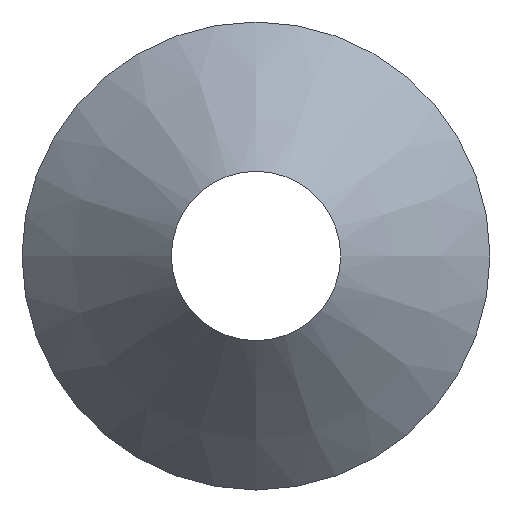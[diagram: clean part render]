
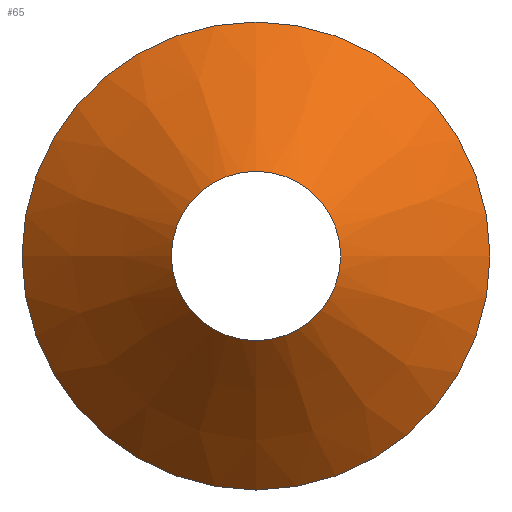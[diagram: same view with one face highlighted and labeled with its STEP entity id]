
A CAD part, left-side view. The second image highlights one B-rep face of the part: STEP entity #65.
In plain terms, the highlighted conical face has half-angle 45 degrees and reference radius 2.9 mm.
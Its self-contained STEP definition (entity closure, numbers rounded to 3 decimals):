
#17=CONICAL_SURFACE('',#85,2.9,0.785);
#19=FACE_OUTER_BOUND('',#23,.T.);
#23=EDGE_LOOP('',(#52,#53,#54,#55));
#28=LINE('',#121,#31);
#31=VECTOR('',#103,2.9);
#34=CIRCLE('',#84,1.05);
#35=CIRCLE('',#86,2.9);
#38=VERTEX_POINT('',#115);
#39=VERTEX_POINT('',#119);
#43=EDGE_CURVE('',#38,#38,#34,.T.);
#44=EDGE_CURVE('',#39,#39,#35,.T.);
#45=EDGE_CURVE('',#39,#38,#28,.T.);
#52=ORIENTED_EDGE('',*,*,#44,.T.);
#53=ORIENTED_EDGE('',*,*,#45,.T.);
#54=ORIENTED_EDGE('',*,*,#43,.T.);
#55=ORIENTED_EDGE('',*,*,#45,.F.);
#65=ADVANCED_FACE('',(#19),#17,.T.);
#84=AXIS2_PLACEMENT_3D('',#117,#97,#98);
#85=AXIS2_PLACEMENT_3D('',#118,#99,#100);
#86=AXIS2_PLACEMENT_3D('',#120,#101,#102);
#97=DIRECTION('center_axis',(1.,0.,0.));
#98=DIRECTION('ref_axis',(0.,1.,0.));
#99=DIRECTION('center_axis',(1.,0.,0.));
#100=DIRECTION('ref_axis',(0.,1.,0.));
#101=DIRECTION('center_axis',(-1.,0.,0.));
#102=DIRECTION('ref_axis',(0.,1.,0.));
#103=DIRECTION('',(-0.707,0.707,0.));
#115=CARTESIAN_POINT('',(1.05,-26.05,15.));
#117=CARTESIAN_POINT('Origin',(1.05,-25.,15.));
#118=CARTESIAN_POINT('Origin',(2.9,-25.,15.));
#119=CARTESIAN_POINT('',(2.9,-27.9,15.));
#120=CARTESIAN_POINT('Origin',(2.9,-25.,15.));
#121=CARTESIAN_POINT('',(2.9,-27.9,15.));
